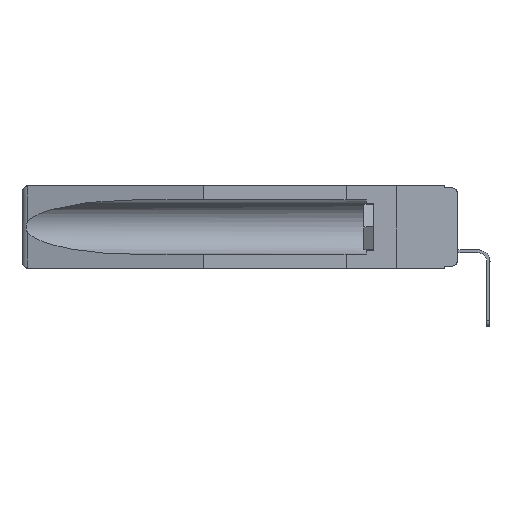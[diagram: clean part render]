
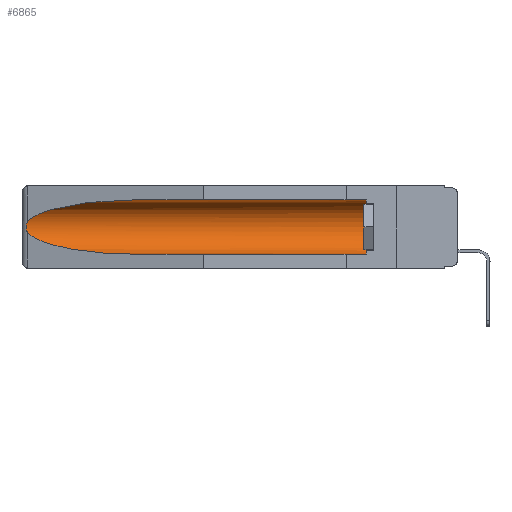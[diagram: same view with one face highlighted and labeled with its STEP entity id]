
A CAD part, left-side view. The second image highlights one B-rep face of the part: STEP entity #6865.
In plain terms, the highlighted cylindrical face has radius 2.857 mm (diameter 5.715 mm), a partial arc.
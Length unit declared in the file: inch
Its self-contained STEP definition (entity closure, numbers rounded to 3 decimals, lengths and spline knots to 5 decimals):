
#13 = CIRCLE ( 'NONE', #15823, 0.1125 ) ;
#410 = ORIENTED_EDGE ( 'NONE', *, *, #14747, .T. ) ;
#574 = CARTESIAN_POINT ( 'NONE',  ( 0.2673, 1.53269, -0.17917 ) ) ;
#1031 = ORIENTED_EDGE ( 'NONE', *, *, #14284, .T. ) ;
#1165 = CARTESIAN_POINT ( 'NONE',  ( 0.25451, 1.48313, -0.24835 ) ) ;
#1242 = CARTESIAN_POINT ( 'NONE',  ( 0.21114, 1.30732, -0.284 ) ) ;
#1249 = EDGE_CURVE ( 'NONE', #9149, #15910, #16792, .T. ) ;
#1874 = CARTESIAN_POINT ( 'NONE',  ( 0.26597, 1.52961, -0.15275 ) ) ;
#1875 = ORIENTED_EDGE ( 'NONE', *, *, #15381, .T. ) ;
#2016 = CARTESIAN_POINT ( 'NONE',  ( 0.26654, 1.53092, -0.15636 ) ) ;
#2095 = CARTESIAN_POINT ( 'NONE',  ( 0.155, 0.126, -0.059 ) ) ;
#2116 = DIRECTION ( 'NONE',  ( 0., 0., 1. ) ) ;
#2239 =( BOUNDED_CURVE ( )  B_SPLINE_CURVE ( 3, ( #7350, #19317, #16570, #16833 ),
 .UNSPECIFIED., .F., .F. ) 
 B_SPLINE_CURVE_WITH_KNOTS ( ( 4, 4 ),
 ( 4.71239, 6.08839 ),
 .UNSPECIFIED. ) 
 CURVE ( )  GEOMETRIC_REPRESENTATION_ITEM ( )  RATIONAL_B_SPLINE_CURVE ( ( 1., 0.848, 0.848, 1. ) ) 
 REPRESENTATION_ITEM ( '' )  );
#2325 = DIRECTION ( 'NONE',  ( 0., 1., 0. ) ) ;
#3056 = VECTOR ( 'NONE', #2325, 39.37008 ) ;
#3079 = ORIENTED_EDGE ( 'NONE', *, *, #8638, .T. ) ;
#3401 = VERTEX_POINT ( 'NONE', #8882 ) ;
#3502 = CARTESIAN_POINT ( 'NONE',  ( 0.2673, 1.5327, -0.16383 ) ) ;
#3815 = CARTESIAN_POINT ( 'NONE',  ( 0.155, -0.30754, -0.1715 ) ) ;
#3898 = CARTESIAN_POINT ( 'NONE',  ( 0.155, -0.30754, -0.284 ) ) ;
#4851 = CARTESIAN_POINT ( 'NONE',  ( 0.26537, 1.52718, -0.14972 ) ) ;
#6535 = CARTESIAN_POINT ( 'NONE',  ( 0.2675, 1.53308, -0.16763 ) ) ;
#6592 = LINE ( 'NONE', #18670, #3056 ) ;
#6865 = ADVANCED_FACE ( 'NONE', ( #14315 ), #13609, .F. ) ;
#7209 = CARTESIAN_POINT ( 'NONE',  ( 0.26597, 1.5296, -0.19026 ) ) ;
#7326 = VERTEX_POINT ( 'NONE', #16577 ) ;
#7350 = CARTESIAN_POINT ( 'NONE',  ( 0.155, 1.07973, -0.059 ) ) ;
#8608 = CARTESIAN_POINT ( 'NONE',  ( 0.155, 0.126, -0.284 ) ) ;
#8638 = EDGE_CURVE ( 'NONE', #7326, #16930, #2239, .T. ) ;
#8882 = CARTESIAN_POINT ( 'NONE',  ( 0.26537, 1.52718, -0.19328 ) ) ;
#8912 = DIRECTION ( 'NONE',  ( 0., -1., 0. ) ) ;
#9149 = VERTEX_POINT ( 'NONE', #8608 ) ;
#9589 = CARTESIAN_POINT ( 'NONE',  ( 0.2675, 1.53308, -0.17534 ) ) ;
#10691 = B_SPLINE_CURVE_WITH_KNOTS ( 'NONE', 3,
 ( #4851, #1874, #2016, #3502, #6535, #9589, #574, #14371, #7209, #15757 ),
 .UNSPECIFIED., .F., .F.,
 ( 4, 2, 2, 2, 4 ),
 ( 0., 0.00029, 0.00058, 0.00087, 0.00117 ),
 .UNSPECIFIED. ) ;
#12123 = VERTEX_POINT ( 'NONE', #2095 ) ;
#12141 = AXIS2_PLACEMENT_3D ( 'NONE', #3815, #12812, #2116 ) ;
#12427 = CARTESIAN_POINT ( 'NONE',  ( 0.155, 1.07973, -0.284 ) ) ;
#12812 = DIRECTION ( 'NONE',  ( 0., 1., 0. ) ) ;
#13470 = ORIENTED_EDGE ( 'NONE', *, *, #1249, .F. ) ;
#13498 = VECTOR ( 'NONE', #17645, 39.37008 ) ;
#13609 = CYLINDRICAL_SURFACE ( 'NONE', #12141, 0.1125 ) ;
#14284 = EDGE_CURVE ( 'NONE', #3401, #15910, #15130, .T. ) ;
#14315 = FACE_OUTER_BOUND ( 'NONE', #14685, .T. ) ;
#14371 = CARTESIAN_POINT ( 'NONE',  ( 0.26655, 1.53094, -0.18657 ) ) ;
#14685 = EDGE_LOOP ( 'NONE', ( #3079, #14823, #1031, #13470, #410, #1875 ) ) ;
#14747 = EDGE_CURVE ( 'NONE', #9149, #12123, #13, .T. ) ;
#14823 = ORIENTED_EDGE ( 'NONE', *, *, #15346, .T. ) ;
#15130 =( BOUNDED_CURVE ( )  B_SPLINE_CURVE ( 3, ( #17677, #1165, #1242, #12427 ),
 .UNSPECIFIED., .F., .F. ) 
 B_SPLINE_CURVE_WITH_KNOTS ( ( 4, 4 ),
 ( 0.1948, 1.5708 ),
 .UNSPECIFIED. ) 
 CURVE ( )  GEOMETRIC_REPRESENTATION_ITEM ( )  RATIONAL_B_SPLINE_CURVE ( ( 1., 0.848, 0.848, 1. ) ) 
 REPRESENTATION_ITEM ( '' )  );
#15346 = EDGE_CURVE ( 'NONE', #16930, #3401, #10691, .T. ) ;
#15381 = EDGE_CURVE ( 'NONE', #12123, #7326, #6592, .T. ) ;
#15757 = CARTESIAN_POINT ( 'NONE',  ( 0.26537, 1.52718, -0.19328 ) ) ;
#15823 = AXIS2_PLACEMENT_3D ( 'NONE', #17797, #8912, #16282 ) ;
#15910 = VERTEX_POINT ( 'NONE', #17273 ) ;
#16282 = DIRECTION ( 'NONE',  ( 0., 0., 1. ) ) ;
#16570 = CARTESIAN_POINT ( 'NONE',  ( 0.25451, 1.48313, -0.09465 ) ) ;
#16577 = CARTESIAN_POINT ( 'NONE',  ( 0.155, 1.07973, -0.059 ) ) ;
#16764 = CARTESIAN_POINT ( 'NONE',  ( 0.26537, 1.52718, -0.14972 ) ) ;
#16792 = LINE ( 'NONE', #3898, #13498 ) ;
#16833 = CARTESIAN_POINT ( 'NONE',  ( 0.26537, 1.52718, -0.14972 ) ) ;
#16930 = VERTEX_POINT ( 'NONE', #16764 ) ;
#17273 = CARTESIAN_POINT ( 'NONE',  ( 0.155, 1.07973, -0.284 ) ) ;
#17645 = DIRECTION ( 'NONE',  ( 0., 1., 0. ) ) ;
#17677 = CARTESIAN_POINT ( 'NONE',  ( 0.26537, 1.52718, -0.19328 ) ) ;
#17797 = CARTESIAN_POINT ( 'NONE',  ( 0.155, 0.126, -0.1715 ) ) ;
#18670 = CARTESIAN_POINT ( 'NONE',  ( 0.155, -0.30754, -0.059 ) ) ;
#19317 = CARTESIAN_POINT ( 'NONE',  ( 0.21114, 1.30732, -0.059 ) ) ;
